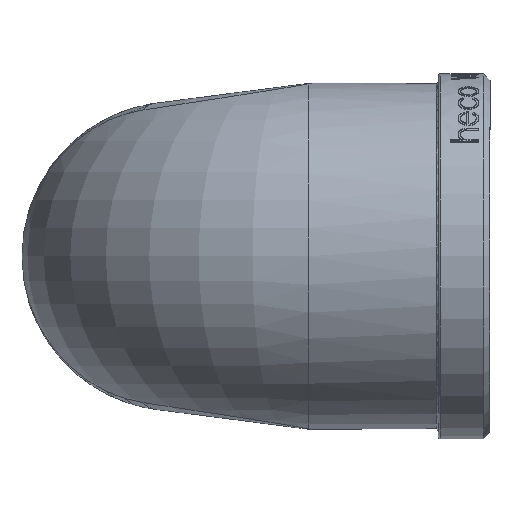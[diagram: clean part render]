
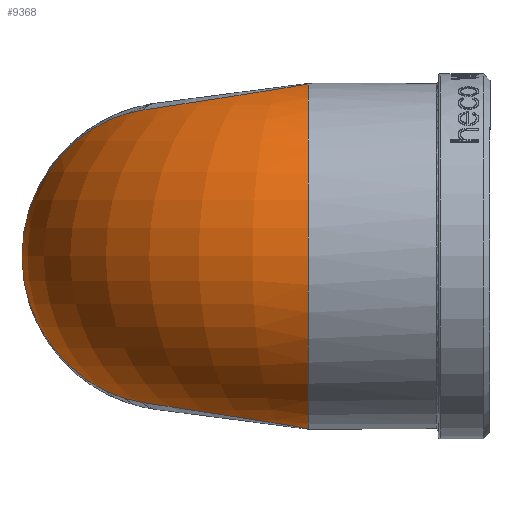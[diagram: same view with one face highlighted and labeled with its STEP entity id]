
A CAD part, left-side view. The second image highlights one B-rep face of the part: STEP entity #9368.
In plain terms, the highlighted toroidal (fillet/blend) face has major radius 17.55 mm and minor radius 26.75 mm.
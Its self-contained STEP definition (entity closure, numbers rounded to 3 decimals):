
#494 = ORIENTED_EDGE ( 'NONE', *, *, #10877, .F. ) ;
#526 = ORIENTED_EDGE ( 'NONE', *, *, #11331, .F. ) ;
#1040 = FACE_OUTER_BOUND ( 'NONE', #12032, .T. ) ;
#1045 = TOROIDAL_SURFACE ( 'NONE', #17133, 17.55, 26.75 ) ;
#1377 = CARTESIAN_POINT ( 'NONE',  ( -11.7, 36.187, -12.285 ) ) ;
#1378 = CARTESIAN_POINT ( 'NONE',  ( -11.711, 36.187, -12.307 ) ) ;
#1379 = CARTESIAN_POINT ( 'NONE',  ( -11.721, 36.187, -12.328 ) ) ;
#1380 = CARTESIAN_POINT ( 'NONE',  ( -12.883, 36.181, -14.655 ) ) ;
#1381 = CARTESIAN_POINT ( 'NONE',  ( -15.192, 35.47, -19.277 ) ) ;
#1383 = CARTESIAN_POINT ( 'NONE',  ( -18.669, 32.467, -25.51 ) ) ;
#1384 = CARTESIAN_POINT ( 'NONE',  ( -21.671, 28.658, -29.66 ) ) ;
#1385 = CARTESIAN_POINT ( 'NONE',  ( -24.16, 25.266, -32.078 ) ) ;
#1386 = CARTESIAN_POINT ( 'NONE',  ( -26.138, 22.63, -33.47 ) ) ;
#1387 = CARTESIAN_POINT ( 'NONE',  ( -28.213, 20.063, -34.406 ) ) ;
#1388 = CARTESIAN_POINT ( 'NONE',  ( -29.693, 18.428, -34.767 ) ) ;
#1389 = CARTESIAN_POINT ( 'NONE',  ( -30.454, 17.639, -34.887 ) ) ;
#2232 = ORIENTED_EDGE ( 'NONE', *, *, #11067, .F. ) ;
#3474 = DIRECTION ( 'NONE',  ( 0., 0., -1. ) ) ;
#3475 = DIRECTION ( 'NONE',  ( 0., -1., 0. ) ) ;
#3476 = CARTESIAN_POINT ( 'NONE',  ( -11.7, -8.113, -12.285 ) ) ;
#5556 = VERTEX_POINT ( 'NONE', #8583 ) ;
#5596 = VERTEX_POINT ( 'NONE', #8294 ) ;
#5609 = VERTEX_POINT ( 'NONE', #8618 ) ;
#5677 = VERTEX_POINT ( 'NONE', #8558 ) ;
#5709 = VERTEX_POINT ( 'NONE', #7865 ) ;
#5881 = B_SPLINE_CURVE_WITH_KNOTS ( 'NONE', 3,
 ( #9189, #9188, #9187, #9185, #9184, #9183, #9182, #9181, #9180 ),
 .UNSPECIFIED., .F., .F.,
 ( 4, 1, 1, 1, 1, 1, 4 ),
 ( 0., 0.286, 0.571, 0.714, 0.857, 0.929, 1. ),
 .UNSPECIFIED. ) ;
#5937 = B_SPLINE_CURVE_WITH_KNOTS ( 'NONE', 3,
 ( #1389, #1388, #1387, #1386, #1385, #1384, #1383, #1381, #1380, #1379, #1378, #1377 ),
 .UNSPECIFIED., .F., .F.,
 ( 4, 1, 1, 1, 1, 1, 1, 2, 4 ),
 ( 0., 0.1, 0.2, 0.299, 0.399, 0.599, 0.799, 0.998, 1. ),
 .UNSPECIFIED. ) ;
#5995 = B_SPLINE_CURVE_WITH_KNOTS ( 'NONE', 3,
 ( #17396, #17397, #17398, #17399, #17401, #17402, #17403, #17404 ),
 .UNSPECIFIED., .F., .F.,
 ( 4, 1, 1, 1, 1, 4 ),
 ( 0., 0.071, 0.143, 0.286, 0.571, 1. ),
 .UNSPECIFIED. ) ;
#6889 = AXIS2_PLACEMENT_3D ( 'NONE', #9179, #9177, #9176 ) ;
#7865 = CARTESIAN_POINT ( 'NONE',  ( -11.7, 36.187, -12.285 ) ) ;
#8294 = CARTESIAN_POINT ( 'NONE',  ( -30.454, 17.639, 10.317 ) ) ;
#8558 = CARTESIAN_POINT ( 'NONE',  ( -30.454, 17.639, -34.887 ) ) ;
#8583 = CARTESIAN_POINT ( 'NONE',  ( -31.411, -8.113, -38.948 ) ) ;
#8618 = CARTESIAN_POINT ( 'NONE',  ( -31.411, -8.113, 14.377 ) ) ;
#8779 = B_SPLINE_CURVE_WITH_KNOTS ( 'NONE', 3,
 ( #17257, #17259, #17260, #17261, #17262, #17263, #17264, #17266, #17267, #17269, #17271, #17272 ),
 .UNSPECIFIED., .F., .F.,
 ( 4, 2, 1, 1, 1, 1, 1, 1, 4 ),
 ( 0., 0.002, 0.102, 0.201, 0.301, 0.401, 0.601, 0.8, 1. ),
 .UNSPECIFIED. ) ;
#9176 = DIRECTION ( 'NONE',  ( -1., 0., 0. ) ) ;
#9177 = DIRECTION ( 'NONE',  ( 0., 1., 0. ) ) ;
#9179 = CARTESIAN_POINT ( 'NONE',  ( -29.25, -8.113, -12.285 ) ) ;
#9180 = CARTESIAN_POINT ( 'NONE',  ( -31.411, -8.113, 14.377 ) ) ;
#9181 = CARTESIAN_POINT ( 'NONE',  ( -32.124, -7.783, 14.32 ) ) ;
#9182 = CARTESIAN_POINT ( 'NONE',  ( -33.341, -6.878, 14.165 ) ) ;
#9183 = CARTESIAN_POINT ( 'NONE',  ( -35.131, -4.622, 13.79 ) ) ;
#9184 = CARTESIAN_POINT ( 'NONE',  ( -36.451, -1.361, 13.263 ) ) ;
#9185 = CARTESIAN_POINT ( 'NONE',  ( -37.09, 4.15, 12.391 ) ) ;
#9187 = CARTESIAN_POINT ( 'NONE',  ( -35.537, 10.998, 11.33 ) ) ;
#9188 = CARTESIAN_POINT ( 'NONE',  ( -32.38, 15.642, 10.621 ) ) ;
#9189 = CARTESIAN_POINT ( 'NONE',  ( -30.454, 17.639, 10.317 ) ) ;
#9368 = ADVANCED_FACE ( 'NONE', ( #1040 ), #1045, .T. ) ;
#9490 = ORIENTED_EDGE ( 'NONE', *, *, #11289, .F. ) ;
#10877 = EDGE_CURVE ( 'NONE', #5677, #5709, #5937, .T. ) ;
#11067 = EDGE_CURVE ( 'NONE', #5596, #5609, #5881, .T. ) ;
#11069 = EDGE_CURVE ( 'NONE', #5556, #5609, #18989, .T. ) ;
#11289 = EDGE_CURVE ( 'NONE', #5709, #5596, #8779, .T. ) ;
#11331 = EDGE_CURVE ( 'NONE', #5556, #5677, #5995, .T. ) ;
#11781 = ORIENTED_EDGE ( 'NONE', *, *, #11069, .T. ) ;
#12032 = EDGE_LOOP ( 'NONE', ( #2232, #9490, #494, #526, #11781 ) ) ;
#17133 = AXIS2_PLACEMENT_3D ( 'NONE', #3476, #3474, #3475 ) ;
#17257 = CARTESIAN_POINT ( 'NONE',  ( -11.7, 36.187, -12.285 ) ) ;
#17259 = CARTESIAN_POINT ( 'NONE',  ( -11.711, 36.187, -12.264 ) ) ;
#17260 = CARTESIAN_POINT ( 'NONE',  ( -11.721, 36.187, -12.243 ) ) ;
#17261 = CARTESIAN_POINT ( 'NONE',  ( -12.307, 36.183, -11.068 ) ) ;
#17262 = CARTESIAN_POINT ( 'NONE',  ( -13.462, 36.005, -8.755 ) ) ;
#17263 = CARTESIAN_POINT ( 'NONE',  ( -15.193, 35.227, -5.381 ) ) ;
#17264 = CARTESIAN_POINT ( 'NONE',  ( -16.93, 33.969, -2.179 ) ) ;
#17266 = CARTESIAN_POINT ( 'NONE',  ( -19.273, 31.702, 1.774 ) ) ;
#17267 = CARTESIAN_POINT ( 'NONE',  ( -22.263, 27.906, 5.911 ) ) ;
#17269 = CARTESIAN_POINT ( 'NONE',  ( -26.071, 22.61, 9.114 ) ) ;
#17271 = CARTESIAN_POINT ( 'NONE',  ( -28.932, 19.217, 10.077 ) ) ;
#17272 = CARTESIAN_POINT ( 'NONE',  ( -30.454, 17.639, 10.317 ) ) ;
#17396 = CARTESIAN_POINT ( 'NONE',  ( -31.411, -8.113, -38.948 ) ) ;
#17397 = CARTESIAN_POINT ( 'NONE',  ( -32.124, -7.783, -38.89 ) ) ;
#17398 = CARTESIAN_POINT ( 'NONE',  ( -33.34, -6.878, -38.735 ) ) ;
#17399 = CARTESIAN_POINT ( 'NONE',  ( -35.132, -4.624, -38.361 ) ) ;
#17401 = CARTESIAN_POINT ( 'NONE',  ( -36.974, -0.052, -37.622 ) ) ;
#17402 = CARTESIAN_POINT ( 'NONE',  ( -36.856, 8.402, -36.298 ) ) ;
#17403 = CARTESIAN_POINT ( 'NONE',  ( -33.343, 14.644, -35.343 ) ) ;
#17404 = CARTESIAN_POINT ( 'NONE',  ( -30.454, 17.639, -34.887 ) ) ;
#18989 = CIRCLE ( 'NONE', #6889, 26.75 ) ;
